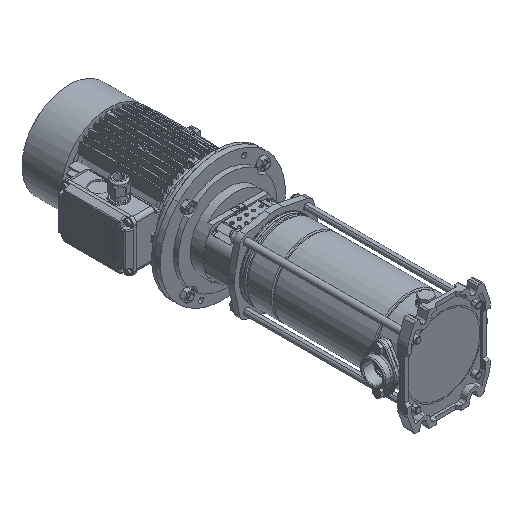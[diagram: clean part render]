
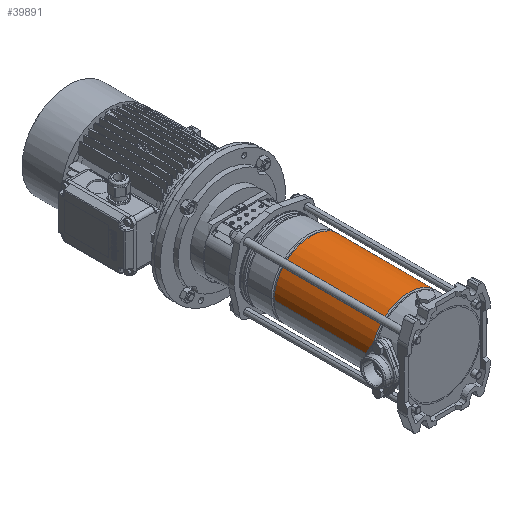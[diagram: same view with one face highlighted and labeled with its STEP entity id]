
A CAD part, isometric view. The second image highlights one B-rep face of the part: STEP entity #39891.
In plain terms, the highlighted cylindrical face has radius 74.4 mm (diameter 148.8 mm), a partial arc.
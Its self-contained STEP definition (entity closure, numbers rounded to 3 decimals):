
#1172 = AXIS2_PLACEMENT_3D ( 'NONE', #73544, #43731, #20588 ) ;
#3831 = CARTESIAN_POINT ( 'NONE',  ( 74.4, 0., 0. ) ) ;
#4706 = CARTESIAN_POINT ( 'NONE',  ( -74.4, 0., 67.336 ) ) ;
#11199 = EDGE_LOOP ( 'NONE', ( #35234, #57457, #18225, #68066 ) ) ;
#11883 = CARTESIAN_POINT ( 'NONE',  ( 0., 0., 67.336 ) ) ;
#14601 = CIRCLE ( 'NONE', #27153, 74.4 ) ;
#15534 = AXIS2_PLACEMENT_3D ( 'NONE', #11883, #43235, #55001 ) ;
#18225 = ORIENTED_EDGE ( 'NONE', *, *, #44579, .T. ) ;
#20588 = DIRECTION ( 'NONE',  ( -1., 0., 0. ) ) ;
#22253 = LINE ( 'NONE', #64243, #32917 ) ;
#27153 = AXIS2_PLACEMENT_3D ( 'NONE', #53241, #76364, #29697 ) ;
#27398 = DIRECTION ( 'NONE',  ( 0., 0., -1. ) ) ;
#29374 = CIRCLE ( 'NONE', #15534, 74.4 ) ;
#29697 = DIRECTION ( 'NONE',  ( -1., 0., 0. ) ) ;
#32917 = VECTOR ( 'NONE', #46189, 1000. ) ;
#35234 = ORIENTED_EDGE ( 'NONE', *, *, #51347, .F. ) ;
#36569 = VERTEX_POINT ( 'NONE', #63928 ) ;
#37459 = CYLINDRICAL_SURFACE ( 'NONE', #1172, 74.4 ) ;
#39891 = ADVANCED_FACE ( 'NONE', ( #61386 ), #37459, .T. ) ;
#39931 = LINE ( 'NONE', #3831, #76988 ) ;
#43235 = DIRECTION ( 'NONE',  ( 0., 0., -1. ) ) ;
#43731 = DIRECTION ( 'NONE',  ( 0., 0., -1. ) ) ;
#44462 = VERTEX_POINT ( 'NONE', #56409 ) ;
#44579 = EDGE_CURVE ( 'NONE', #36569, #48044, #22253, .T. ) ;
#45364 = CARTESIAN_POINT ( 'NONE',  ( 74.4, 0., 262.664 ) ) ;
#46189 = DIRECTION ( 'NONE',  ( 0., 0., -1. ) ) ;
#48044 = VERTEX_POINT ( 'NONE', #4706 ) ;
#49314 = EDGE_CURVE ( 'NONE', #44462, #48044, #29374, .T. ) ;
#51347 = EDGE_CURVE ( 'NONE', #64523, #44462, #39931, .T. ) ;
#53217 = EDGE_CURVE ( 'NONE', #64523, #36569, #14601, .T. ) ;
#53241 = CARTESIAN_POINT ( 'NONE',  ( 0., 0., 262.664 ) ) ;
#55001 = DIRECTION ( 'NONE',  ( -1., 0., 0. ) ) ;
#56409 = CARTESIAN_POINT ( 'NONE',  ( 74.4, 0., 67.336 ) ) ;
#57457 = ORIENTED_EDGE ( 'NONE', *, *, #53217, .T. ) ;
#61386 = FACE_OUTER_BOUND ( 'NONE', #11199, .T. ) ;
#63928 = CARTESIAN_POINT ( 'NONE',  ( -74.4, 0., 262.664 ) ) ;
#64243 = CARTESIAN_POINT ( 'NONE',  ( -74.4, 0., 0. ) ) ;
#64523 = VERTEX_POINT ( 'NONE', #45364 ) ;
#68066 = ORIENTED_EDGE ( 'NONE', *, *, #49314, .F. ) ;
#73544 = CARTESIAN_POINT ( 'NONE',  ( 0., 0., 0. ) ) ;
#76364 = DIRECTION ( 'NONE',  ( 0., 0., -1. ) ) ;
#76988 = VECTOR ( 'NONE', #27398, 1000. ) ;
